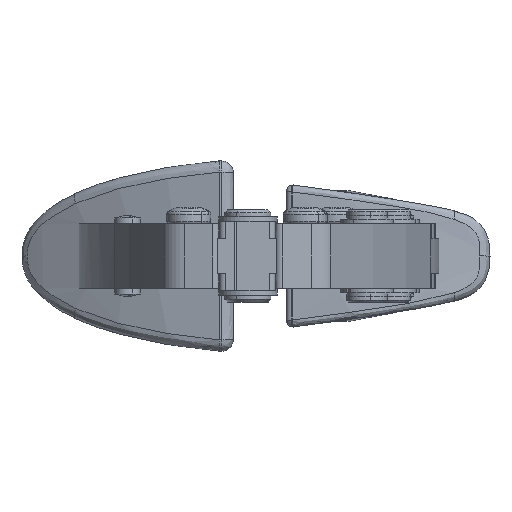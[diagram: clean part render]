
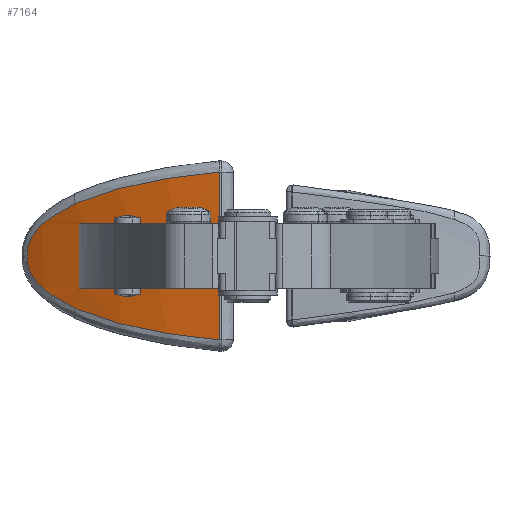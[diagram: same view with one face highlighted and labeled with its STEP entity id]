
A CAD part, left-side view. The second image highlights one B-rep face of the part: STEP entity #7164.
In plain terms, the highlighted cylindrical face has radius 95 mm (diameter 190 mm), a partial arc.
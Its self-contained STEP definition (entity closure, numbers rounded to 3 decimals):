
#7046=AXIS2_PLACEMENT_3D('Cylinder Axis2P3D',#7043,#7044,#7045) ;
#7150=AXIS2_PLACEMENT_3D('Circle Axis2P3D',#7148,#7149,$) ;
#3690=CARTESIAN_POINT('Vertex',(76.282,70.017,10.91)) ;
#3694=CARTESIAN_POINT('Control Point',(68.129,46.915,10.91)) ;
#3695=CARTESIAN_POINT('Control Point',(69.153,51.721,10.91)) ;
#3696=CARTESIAN_POINT('Control Point',(70.488,56.46,10.91)) ;
#3697=CARTESIAN_POINT('Control Point',(72.127,61.106,10.91)) ;
#3698=CARTESIAN_POINT('Control Point',(74.063,65.634,10.91)) ;
#3699=CARTESIAN_POINT('Control Point',(76.282,70.017,10.91)) ;
#3700=CARTESIAN_POINT('Vertex',(68.129,46.915,10.91)) ;
#7043=CARTESIAN_POINT('Axis2P3D Location',(161.043,27.115,16.51)) ;
#7048=CARTESIAN_POINT('Line Origine',(68.129,46.915,16.51)) ;
#7052=CARTESIAN_POINT('Vertex',(68.129,46.915,22.11)) ;
#7054=CARTESIAN_POINT('Vertex',(68.129,46.915,31.049)) ;
#7058=CARTESIAN_POINT('Control Point',(68.129,46.915,31.049)) ;
#7059=CARTESIAN_POINT('Control Point',(68.497,48.642,30.893)) ;
#7060=CARTESIAN_POINT('Control Point',(68.903,50.352,30.715)) ;
#7061=CARTESIAN_POINT('Control Point',(69.347,52.046,30.513)) ;
#7062=CARTESIAN_POINT('Control Point',(70.062,54.537,30.173)) ;
#7063=CARTESIAN_POINT('Control Point',(70.852,56.976,29.771)) ;
#7064=CARTESIAN_POINT('Control Point',(71.121,57.777,29.63)) ;
#7065=CARTESIAN_POINT('Control Point',(71.665,59.34,29.341)) ;
#7066=CARTESIAN_POINT('Control Point',(72.238,60.876,29.022)) ;
#7067=CARTESIAN_POINT('Control Point',(72.531,61.635,28.855)) ;
#7068=CARTESIAN_POINT('Control Point',(73.114,63.102,28.515)) ;
#7069=CARTESIAN_POINT('Control Point',(73.718,64.537,28.145)) ;
#7070=CARTESIAN_POINT('Control Point',(74.021,65.234,27.955)) ;
#7071=CARTESIAN_POINT('Control Point',(74.829,67.049,27.434)) ;
#7072=CARTESIAN_POINT('Control Point',(75.659,68.791,26.855)) ;
#7073=CARTESIAN_POINT('Control Point',(76.178,69.837,26.473)) ;
#7074=CARTESIAN_POINT('Control Point',(76.701,70.849,26.063)) ;
#7075=CARTESIAN_POINT('Control Point',(77.196,71.779,25.626)) ;
#7076=CARTESIAN_POINT('Vertex',(77.196,71.779,25.626)) ;
#7080=CARTESIAN_POINT('Control Point',(77.196,71.779,25.626)) ;
#7081=CARTESIAN_POINT('Control Point',(77.7,72.724,25.181)) ;
#7082=CARTESIAN_POINT('Control Point',(78.206,73.642,24.714)) ;
#7083=CARTESIAN_POINT('Control Point',(78.71,74.528,24.221)) ;
#7084=CARTESIAN_POINT('Control Point',(79.635,76.102,23.246)) ;
#7085=CARTESIAN_POINT('Control Point',(80.49,77.485,22.137)) ;
#7086=CARTESIAN_POINT('Control Point',(80.864,78.077,21.588)) ;
#7087=CARTESIAN_POINT('Control Point',(81.562,79.159,20.367)) ;
#7088=CARTESIAN_POINT('Control Point',(82.03,79.863,18.98)) ;
#7089=CARTESIAN_POINT('Control Point',(82.194,80.105,18.211)) ;
#7090=CARTESIAN_POINT('Control Point',(82.274,80.224,17.38)) ;
#7091=CARTESIAN_POINT('Control Point',(82.272,80.221,16.51)) ;
#7092=CARTESIAN_POINT('Vertex',(82.272,80.221,16.51)) ;
#7096=CARTESIAN_POINT('Control Point',(77.196,71.779,7.394)) ;
#7097=CARTESIAN_POINT('Control Point',(77.8,72.912,7.927)) ;
#7098=CARTESIAN_POINT('Control Point',(78.408,74.007,8.493)) ;
#7099=CARTESIAN_POINT('Control Point',(79.012,75.054,9.096)) ;
#7100=CARTESIAN_POINT('Control Point',(79.777,76.332,9.942)) ;
#7101=CARTESIAN_POINT('Control Point',(80.472,77.449,10.89)) ;
#7102=CARTESIAN_POINT('Control Point',(80.626,77.695,11.113)) ;
#7103=CARTESIAN_POINT('Control Point',(80.962,78.227,11.629)) ;
#7104=CARTESIAN_POINT('Control Point',(81.266,78.698,12.176)) ;
#7105=CARTESIAN_POINT('Control Point',(81.424,78.942,12.493)) ;
#7106=CARTESIAN_POINT('Control Point',(81.823,79.551,13.401)) ;
#7107=CARTESIAN_POINT('Control Point',(82.099,79.965,14.392)) ;
#7108=CARTESIAN_POINT('Control Point',(82.216,80.138,15.06)) ;
#7109=CARTESIAN_POINT('Control Point',(82.274,80.223,15.771)) ;
#7110=CARTESIAN_POINT('Control Point',(82.272,80.221,16.51)) ;
#7111=CARTESIAN_POINT('Vertex',(77.196,71.779,7.394)) ;
#7115=CARTESIAN_POINT('Control Point',(68.129,46.915,1.97)) ;
#7116=CARTESIAN_POINT('Control Point',(68.497,48.642,2.126)) ;
#7117=CARTESIAN_POINT('Control Point',(68.903,50.352,2.304)) ;
#7118=CARTESIAN_POINT('Control Point',(69.347,52.046,2.506)) ;
#7119=CARTESIAN_POINT('Control Point',(70.062,54.537,2.847)) ;
#7120=CARTESIAN_POINT('Control Point',(70.852,56.976,3.249)) ;
#7121=CARTESIAN_POINT('Control Point',(71.121,57.777,3.389)) ;
#7122=CARTESIAN_POINT('Control Point',(71.665,59.34,3.679)) ;
#7123=CARTESIAN_POINT('Control Point',(72.238,60.876,3.997)) ;
#7124=CARTESIAN_POINT('Control Point',(72.531,61.635,4.164)) ;
#7125=CARTESIAN_POINT('Control Point',(73.114,63.102,4.504)) ;
#7126=CARTESIAN_POINT('Control Point',(73.718,64.537,4.875)) ;
#7127=CARTESIAN_POINT('Control Point',(74.021,65.234,5.064)) ;
#7128=CARTESIAN_POINT('Control Point',(74.829,67.049,5.585)) ;
#7129=CARTESIAN_POINT('Control Point',(75.659,68.791,6.164)) ;
#7130=CARTESIAN_POINT('Control Point',(76.178,69.837,6.546)) ;
#7131=CARTESIAN_POINT('Control Point',(76.701,70.849,6.956)) ;
#7132=CARTESIAN_POINT('Control Point',(77.196,71.779,7.394)) ;
#7133=CARTESIAN_POINT('Vertex',(68.129,46.915,1.97)) ;
#7136=CARTESIAN_POINT('Line Origine',(68.129,46.915,16.51)) ;
#7141=CARTESIAN_POINT('Line Origine',(76.282,70.017,16.51)) ;
#7145=CARTESIAN_POINT('Vertex',(76.282,70.017,22.11)) ;
#7148=CARTESIAN_POINT('Axis2P3D Location',(161.043,27.115,22.11)) ;
#7044=DIRECTION('Axis2P3D Direction',(0.,0.,1.)) ;
#7045=DIRECTION('Axis2P3D XDirection',(-0.769,0.64,0.)) ;
#7049=DIRECTION('Vector Direction',(0.,0.,1.)) ;
#7137=DIRECTION('Vector Direction',(0.,0.,1.)) ;
#7142=DIRECTION('Vector Direction',(0.,0.,1.)) ;
#7149=DIRECTION('Axis2P3D Direction',(0.,0.,1.)) ;
#7050=VECTOR('Line Direction',#7049,1.) ;
#7138=VECTOR('Line Direction',#7137,1.) ;
#7143=VECTOR('Line Direction',#7142,1.) ;
#7154=ORIENTED_EDGE('',*,*,#7056,.T.) ;
#7155=ORIENTED_EDGE('',*,*,#7078,.F.) ;
#7156=ORIENTED_EDGE('',*,*,#7094,.F.) ;
#7157=ORIENTED_EDGE('',*,*,#7113,.F.) ;
#7158=ORIENTED_EDGE('',*,*,#7135,.F.) ;
#7159=ORIENTED_EDGE('',*,*,#7140,.T.) ;
#7160=ORIENTED_EDGE('',*,*,#3702,.T.) ;
#7161=ORIENTED_EDGE('',*,*,#7147,.F.) ;
#7162=ORIENTED_EDGE('',*,*,#7152,.F.) ;
#7164=ADVANCED_FACE('Hauptk\X2\00F6\X0\rper',(#7163),#7047,.T.) ;
#3693=B_SPLINE_CURVE_WITH_KNOTS('',5,(#3694,#3695,#3696,#3697,#3698,#3699),.UNSPECIFIED.,.F.,.U.,(6,6),(0.,34.767),.UNSPECIFIED.) ;
#7057=B_SPLINE_CURVE_WITH_KNOTS('',5,(#7058,#7059,#7060,#7061,#7062,#7063,#7064,#7065,#7066,#7067,#7068,#7069,#7070,#7071,#7072,#7073,#7074,#7075),.UNSPECIFIED.,.F.,.U.,(6,3,3,3,3,6),(0.,12.046,17.944,23.723,29.312,38.46),.UNSPECIFIED.) ;
#7079=B_SPLINE_CURVE_WITH_KNOTS('',5,(#7080,#7081,#7082,#7083,#7084,#7085,#7086,#7087,#7088,#7089,#7090,#7091),.UNSPECIFIED.,.F.,.U.,(6,3,3,6),(0.,7.247,13.461,20.267),.UNSPECIFIED.) ;
#7095=B_SPLINE_CURVE_WITH_KNOTS('',5,(#7096,#7097,#7098,#7099,#7100,#7101,#7102,#7103,#7104,#7105,#7106,#7107,#7108,#7109,#7110),.UNSPECIFIED.,.F.,.U.,(6,3,3,3,6),(0.,8.693,11.244,14.49,20.27),.UNSPECIFIED.) ;
#7114=B_SPLINE_CURVE_WITH_KNOTS('',5,(#7115,#7116,#7117,#7118,#7119,#7120,#7121,#7122,#7123,#7124,#7125,#7126,#7127,#7128,#7129,#7130,#7131,#7132),.UNSPECIFIED.,.F.,.U.,(6,3,3,3,3,6),(0.,12.046,17.944,23.723,29.312,38.46),.UNSPECIFIED.) ;
#7151=CIRCLE('generated circle',#7150,95.) ;
#7047=CYLINDRICAL_SURFACE('generated cylinder',#7046,95.) ;
#3702=EDGE_CURVE('',#3701,#3691,#3693,.T.) ;
#7056=EDGE_CURVE('',#7053,#7055,#7051,.T.) ;
#7078=EDGE_CURVE('',#7077,#7055,#7057,.F.) ;
#7094=EDGE_CURVE('',#7093,#7077,#7079,.F.) ;
#7113=EDGE_CURVE('',#7112,#7093,#7095,.T.) ;
#7135=EDGE_CURVE('',#7134,#7112,#7114,.T.) ;
#7140=EDGE_CURVE('',#7134,#3701,#7139,.T.) ;
#7147=EDGE_CURVE('',#7146,#3691,#7144,.F.) ;
#7152=EDGE_CURVE('',#7053,#7146,#7151,.F.) ;
#7153=EDGE_LOOP('',(#7154,#7155,#7156,#7157,#7158,#7159,#7160,#7161,#7162)) ;
#7163=FACE_OUTER_BOUND('',#7153,.T.) ;
#7051=LINE('Line',#7048,#7050) ;
#7139=LINE('Line',#7136,#7138) ;
#7144=LINE('Line',#7141,#7143) ;
#3691=VERTEX_POINT('',#3690) ;
#3701=VERTEX_POINT('',#3700) ;
#7053=VERTEX_POINT('',#7052) ;
#7055=VERTEX_POINT('',#7054) ;
#7077=VERTEX_POINT('',#7076) ;
#7093=VERTEX_POINT('',#7092) ;
#7112=VERTEX_POINT('',#7111) ;
#7134=VERTEX_POINT('',#7133) ;
#7146=VERTEX_POINT('',#7145) ;
